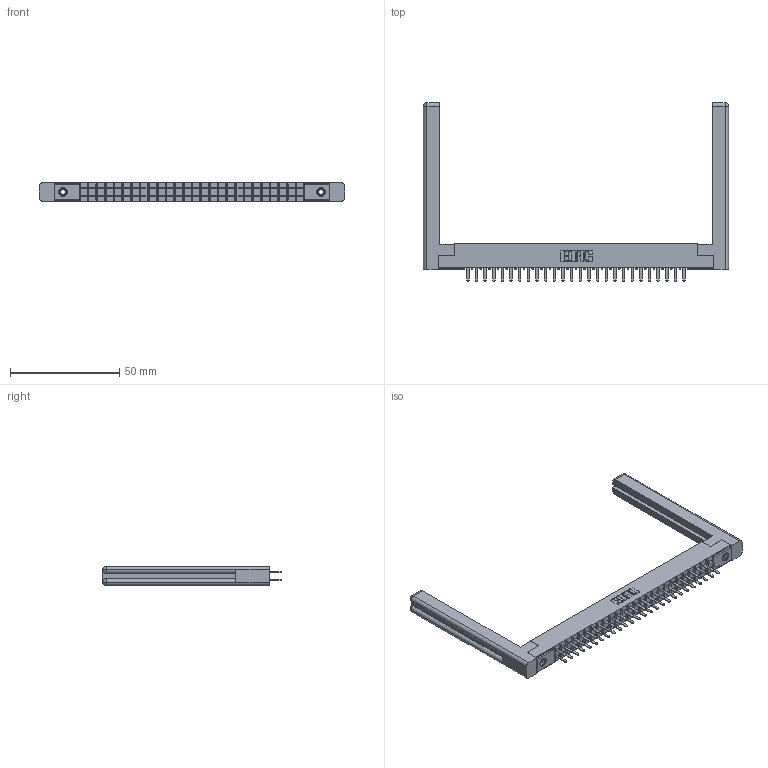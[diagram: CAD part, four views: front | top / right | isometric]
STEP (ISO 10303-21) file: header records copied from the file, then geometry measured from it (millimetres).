
FILE_DESCRIPTION (( 'STEP AP203' ), '1' );
FILE_NAME ('355-052-520-258.STEP', '2019-09-11T16:19:30', ( '' ), ( '' ), 'SwSTEP 2.0', 'SolidWorks 2016', '' );
FILE_SCHEMA (( 'CONFIG_CONTROL_DESIGN' ));
Length unit declared in the file: inch
Products named in the file (5): 305 Part_.156 Dia; 305-290-001_520; 345-250-001_345-250-001-102; 307-220-058; 355-052-520-258
Assembly tree (57 placements, depth 2):
  355-052-520-258
    305 Part_.156 Dia
    305-290-001_520  x52
    345-250-001_345-250-001-102  x2
    307-220-058  x2
Bounding box: 139.65 x 81.74 x 8.71 mm (x, y, z)
Volume: 16467.2 mm3; surface area: 21847.7 mm2
Topology: 57 solids, 57 shells, 2650 faces, 7508 edges, 4852 vertices
Faces by surface type: plane 1556, cylinder 966, sphere 104, cone 12, torus 12
Entity records: 32612 total; most frequent: CARTESIAN_POINT 5411, ORIENTED_EDGE 5310, DIRECTION 5209, EDGE_CURVE 2655, VECTOR 2121, LINE 2121, VERTEX_POINT 1692, AXIS2_PLACEMENT_3D 1544
